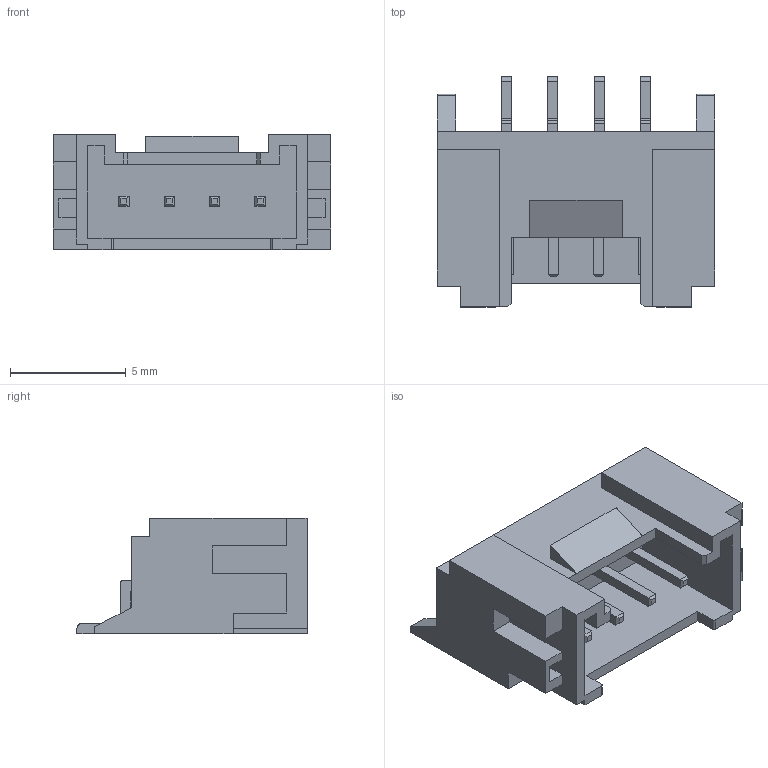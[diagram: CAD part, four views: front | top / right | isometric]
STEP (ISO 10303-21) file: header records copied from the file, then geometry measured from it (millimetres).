
FILE_DESCRIPTION(/* description */ (''),/* implementation_level */ '2;1');
FILE_NAME(/* name */ 'J-4-0200-MOS-GROVE.step',/* time_stamp */ '2023-05-29T09:39:39+10:00',/* author */ (''),/* organization */ (''),/* preprocessor_version */ 'ST-DEVELOPER v19.2',/* originating_system */ 'Autodesk Translation Framework v12.4.0.73',/* authorisation */ '');
FILE_SCHEMA (('AUTOMOTIVE_DESIGN { 1 0 10303 214 3 1 1 }'));
Length unit declared in the file: millimetre
Products named in the file (2): J-4-0200-MOS-GROVE; Document
Assembly tree (1 placements, depth 2):
  J-4-0200-MOS-GROVE
    Document
Bounding box: 12 x 9.95 x 5 mm (x, y, z)
Surface area: 595.1 mm2 (no closed solid volume)
Topology: 0 solids, 192 shells, 192 faces, 1030 edges, 1030 vertices
Faces by surface type: plane 168, cylinder 24
Entity records: 10542 total; most frequent: CARTESIAN_POINT 2255, DIRECTION 1516, VERTEX_POINT 1030, EDGE_CURVE 1030, ORIENTED_EDGE 1030, LINE 934, VECTOR 934, AXIS2_PLACEMENT_3D 291
